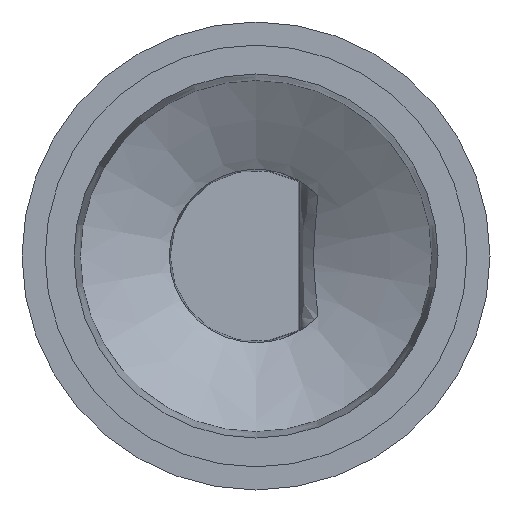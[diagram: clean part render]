
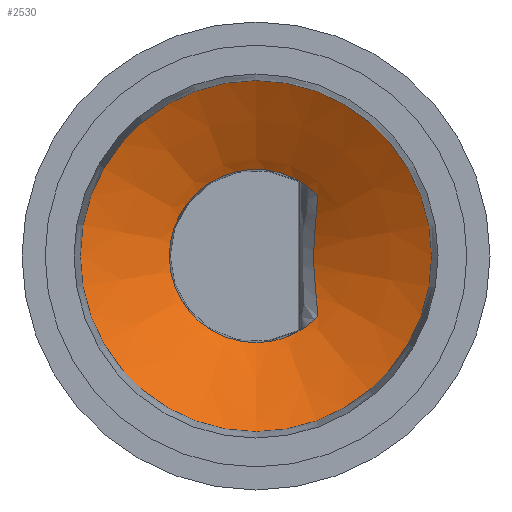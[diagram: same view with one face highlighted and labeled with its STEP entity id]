
A CAD part, front view. The second image highlights one B-rep face of the part: STEP entity #2530.
In plain terms, the highlighted conical face has half-angle 60 degrees and reference radius 4.541 mm.
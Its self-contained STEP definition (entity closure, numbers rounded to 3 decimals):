
#388=LINE('',#3643,#481);
#481=VECTOR('',#2972,4.541);
#574=CIRCLE('',#2713,3.);
#575=CIRCLE('',#2714,3.);
#576=CIRCLE('',#2715,6.081);
#679=CONICAL_SURFACE('',#2712,4.541,1.047);
#717=FACE_OUTER_BOUND('',#855,.T.);
#855=EDGE_LOOP('',(#1730,#1731,#1732,#1733,#1734,#1735));
#995=B_SPLINE_CURVE_WITH_KNOTS('',3,(#3611,#3612,#3613,#3614,#3615,#3616,
#3617),.UNSPECIFIED.,.F.,.F.,(4,1,1,1,4),(0.518,0.651,
0.731,0.892,1.025),.UNSPECIFIED.);
#1059=VERTEX_POINT('',#3597);
#1060=VERTEX_POINT('',#3610);
#1062=VERTEX_POINT('',#3639);
#1063=VERTEX_POINT('',#3642);
#1326=EDGE_CURVE('',#1059,#1060,#995,.T.);
#1329=EDGE_CURVE('',#1060,#1062,#574,.T.);
#1330=EDGE_CURVE('',#1062,#1059,#575,.T.);
#1331=EDGE_CURVE('',#1062,#1063,#388,.T.);
#1332=EDGE_CURVE('',#1063,#1063,#576,.T.);
#1730=ORIENTED_EDGE('',*,*,#1329,.F.);
#1731=ORIENTED_EDGE('',*,*,#1326,.F.);
#1732=ORIENTED_EDGE('',*,*,#1330,.F.);
#1733=ORIENTED_EDGE('',*,*,#1331,.T.);
#1734=ORIENTED_EDGE('',*,*,#1332,.T.);
#1735=ORIENTED_EDGE('',*,*,#1331,.F.);
#2530=ADVANCED_FACE('',(#717),#679,.F.);
#2712=AXIS2_PLACEMENT_3D('',#3638,#2966,#2967);
#2713=AXIS2_PLACEMENT_3D('',#3640,#2968,#2969);
#2714=AXIS2_PLACEMENT_3D('',#3641,#2970,#2971);
#2715=AXIS2_PLACEMENT_3D('',#3644,#2973,#2974);
#2966=DIRECTION('center_axis',(0.,-1.,0.));
#2967=DIRECTION('ref_axis',(0.,0.,1.));
#2968=DIRECTION('center_axis',(0.,-1.,0.));
#2969=DIRECTION('ref_axis',(0.,0.,1.));
#2970=DIRECTION('center_axis',(0.,-1.,0.));
#2971=DIRECTION('ref_axis',(0.,0.,1.));
#2972=DIRECTION('',(0.,-0.5,-0.866));
#2973=DIRECTION('center_axis',(0.,-1.,0.));
#2974=DIRECTION('ref_axis',(1.,0.,0.));
#3597=CARTESIAN_POINT('',(2.143,4.279,-2.099));
#3610=CARTESIAN_POINT('',(2.143,4.279,2.1));
#3611=CARTESIAN_POINT('Ctrl Pts',(2.143,4.279,-2.099));
#3612=CARTESIAN_POINT('Ctrl Pts',(2.113,4.445,-1.719));
#3613=CARTESIAN_POINT('Ctrl Pts',(2.057,4.684,-1.115));
#3614=CARTESIAN_POINT('Ctrl Pts',(1.975,4.918,-0.103));
#3615=CARTESIAN_POINT('Ctrl Pts',(2.03,4.782,0.885));
#3616=CARTESIAN_POINT('Ctrl Pts',(2.111,4.447,1.719));
#3617=CARTESIAN_POINT('Ctrl Pts',(2.143,4.279,2.1));
#3638=CARTESIAN_POINT('Origin',(0.,3.389,0.));
#3639=CARTESIAN_POINT('',(0.,4.279,-3.));
#3640=CARTESIAN_POINT('Origin',(0.,4.279,0.));
#3641=CARTESIAN_POINT('Origin',(0.,4.279,0.));
#3642=CARTESIAN_POINT('',(0.,2.5,-6.081));
#3643=CARTESIAN_POINT('',(0.,3.389,-4.541));
#3644=CARTESIAN_POINT('Origin',(0.,2.5,0.));
